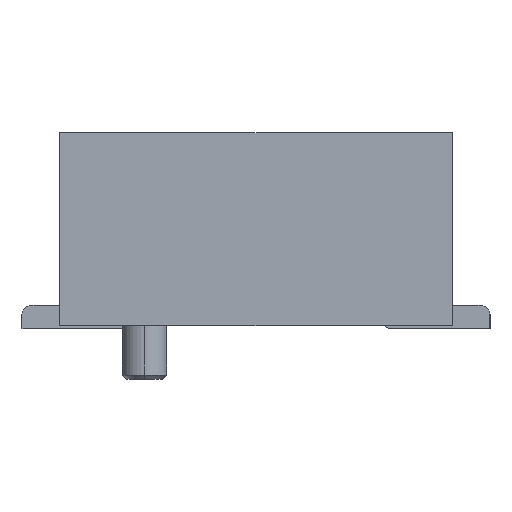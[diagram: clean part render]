
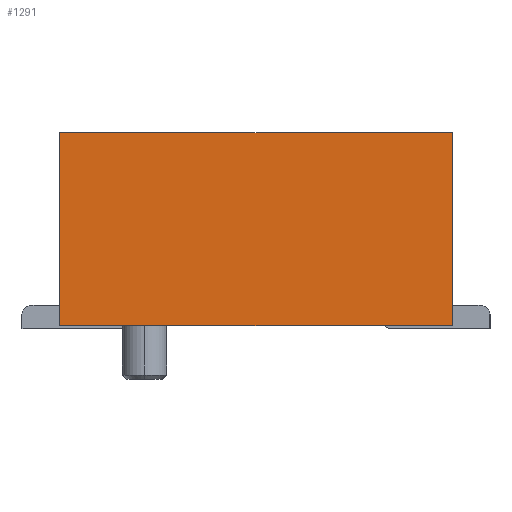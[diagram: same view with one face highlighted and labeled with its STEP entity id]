
A CAD part, left-side view. The second image highlights one B-rep face of the part: STEP entity #1291.
In plain terms, the highlighted planar face has unit normal (-1, 0, 0).
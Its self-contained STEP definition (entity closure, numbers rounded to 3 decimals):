
#305=CARTESIAN_POINT('',(-7.007,3.173,2.17));
#306=VERTEX_POINT('',#305);
#313=CARTESIAN_POINT('',(-7.007,-1.227,2.17));
#314=VERTEX_POINT('',#313);
#315=CARTESIAN_POINT('',(-7.007,3.173,2.17));
#316=DIRECTION('',(0.,-1.,0.));
#317=VECTOR('',#316,4.4);
#318=LINE('',#315,#317);
#319=EDGE_CURVE('',#306,#314,#318,.T.);
#1261=CARTESIAN_POINT('',(-7.007,0.973,1.085));
#1262=DIRECTION('',(0.,1.,0.));
#1263=DIRECTION('',(-1.,0.,0.));
#1264=AXIS2_PLACEMENT_3D('',#1261,#1263,#1262);
#1265=PLANE('',#1264);
#1266=CARTESIAN_POINT('',(-7.007,-1.227,0.));
#1267=VERTEX_POINT('',#1266);
#1268=CARTESIAN_POINT('',(-7.007,3.173,0.));
#1269=VERTEX_POINT('',#1268);
#1270=CARTESIAN_POINT('',(-7.007,-1.227,0.));
#1271=DIRECTION('',(0.,1.,0.));
#1272=VECTOR('',#1271,4.4);
#1273=LINE('',#1270,#1272);
#1274=EDGE_CURVE('',#1267,#1269,#1273,.T.);
#1275=ORIENTED_EDGE('',*,*,#1274,.F.);
#1276=CARTESIAN_POINT('',(-7.007,-1.227,2.17));
#1277=DIRECTION('',(0.,0.,-1.));
#1278=VECTOR('',#1277,2.17);
#1279=LINE('',#1276,#1278);
#1280=EDGE_CURVE('',#314,#1267,#1279,.T.);
#1281=ORIENTED_EDGE('',*,*,#1280,.F.);
#1282=ORIENTED_EDGE('',*,*,#319,.F.);
#1283=CARTESIAN_POINT('',(-7.007,3.173,2.17));
#1284=DIRECTION('',(0.,0.,-1.));
#1285=VECTOR('',#1284,2.17);
#1286=LINE('',#1283,#1285);
#1287=EDGE_CURVE('',#306,#1269,#1286,.T.);
#1288=ORIENTED_EDGE('',*,*,#1287,.T.);
#1289=EDGE_LOOP('',(#1275,#1281,#1282,#1288));
#1290=FACE_OUTER_BOUND('',#1289,.T.);
#1291=ADVANCED_FACE('',(#1290),#1265,.T.);
